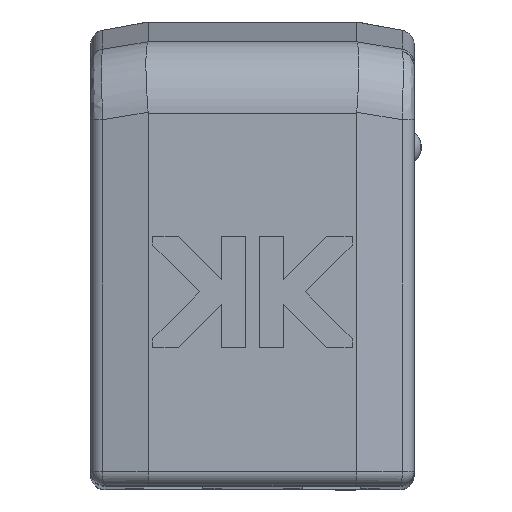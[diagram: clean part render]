
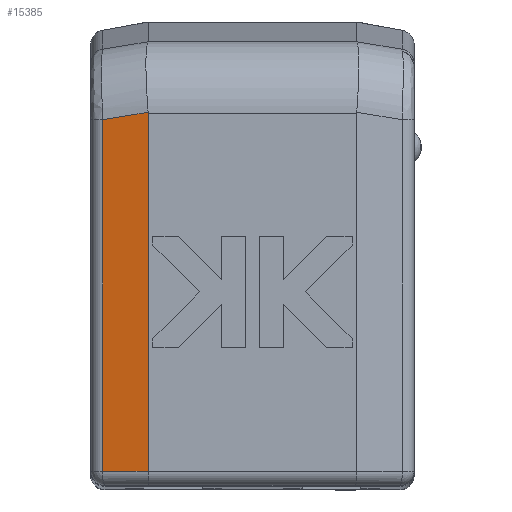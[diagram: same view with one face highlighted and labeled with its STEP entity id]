
A CAD part, top view. The second image highlights one B-rep face of the part: STEP entity #15385.
In plain terms, the highlighted face is planar.
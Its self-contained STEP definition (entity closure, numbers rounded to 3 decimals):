
#397=ELLIPSE('',#16821,57.588,10.);
#644=PLANE('',#16835);
#1586=LINE('',#24773,#3003);
#1595=LINE('',#24911,#3012);
#1607=LINE('',#24981,#3024);
#1610=LINE('',#24986,#3027);
#3003=VECTOR('',#19662,10.);
#3012=VECTOR('',#19701,10.);
#3024=VECTOR('',#19745,10.);
#3027=VECTOR('',#19752,10.);
#4428=FACE_OUTER_BOUND('',#5265,.T.);
#5265=EDGE_LOOP('',(#12205,#12206,#12207,#12208,#12209));
#7024=VERTEX_POINT('',#24762);
#7027=VERTEX_POINT('',#24769);
#7041=VERTEX_POINT('',#24905);
#7054=VERTEX_POINT('',#24969);
#7058=VERTEX_POINT('',#24977);
#8843=EDGE_CURVE('',#7024,#7027,#1586,.T.);
#8865=EDGE_CURVE('',#7041,#7024,#1595,.T.);
#8888=EDGE_CURVE('',#7058,#7054,#397,.T.);
#8889=EDGE_CURVE('',#7027,#7058,#1607,.T.);
#8892=EDGE_CURVE('',#7041,#7054,#1610,.T.);
#12205=ORIENTED_EDGE('',*,*,#8865,.F.);
#12206=ORIENTED_EDGE('',*,*,#8892,.T.);
#12207=ORIENTED_EDGE('',*,*,#8888,.F.);
#12208=ORIENTED_EDGE('',*,*,#8889,.F.);
#12209=ORIENTED_EDGE('',*,*,#8843,.F.);
#15385=ADVANCED_FACE('',(#4428),#644,.T.);
#16821=AXIS2_PLACEMENT_3D('',#24979,#19741,#19742);
#16835=AXIS2_PLACEMENT_3D('',#25041,#19783,#19784);
#19662=DIRECTION('',(0.,1.,0.));
#19701=DIRECTION('',(0.985,0.,0.174));
#19741=DIRECTION('center_axis',(-0.174,0.,
0.985));
#19742=DIRECTION('ref_axis',(-0.985,0.,-0.174));
#19745=DIRECTION('',(-0.972,0.16,-0.171));
#19752=DIRECTION('',(0.,1.,0.));
#19783=DIRECTION('center_axis',(0.174,0.,
-0.985));
#19784=DIRECTION('ref_axis',(-0.985,0.,-0.174));
#24762=CARTESIAN_POINT('',(20.847,2.,-361.881));
#24769=CARTESIAN_POINT('',(20.847,50.909,-361.881));
#24773=CARTESIAN_POINT('',(20.847,39.659,-361.881));
#24905=CARTESIAN_POINT('',(14.5,2.,-363.));
#24911=CARTESIAN_POINT('',(9.469,2.,-363.887));
#24969=CARTESIAN_POINT('',(14.5,51.811,-363.));
#24977=CARTESIAN_POINT('',(14.506,51.952,-362.999));
#24979=CARTESIAN_POINT('Origin',(71.213,51.811,-353.));
#24981=CARTESIAN_POINT('',(21.378,50.822,-361.787));
#24986=CARTESIAN_POINT('',(14.5,46.818,-363.));
#25041=CARTESIAN_POINT('Origin',(18.5,46.818,-362.295));
